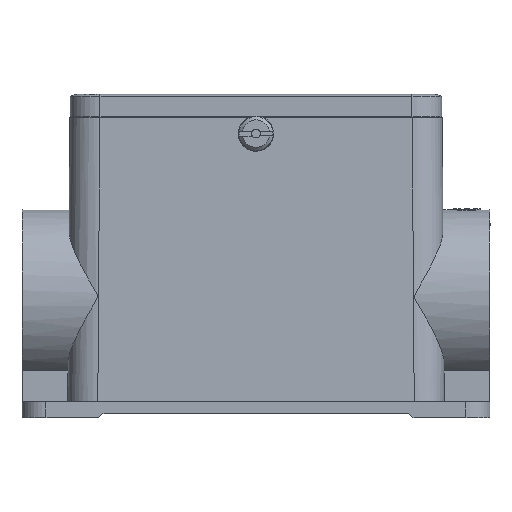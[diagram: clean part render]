
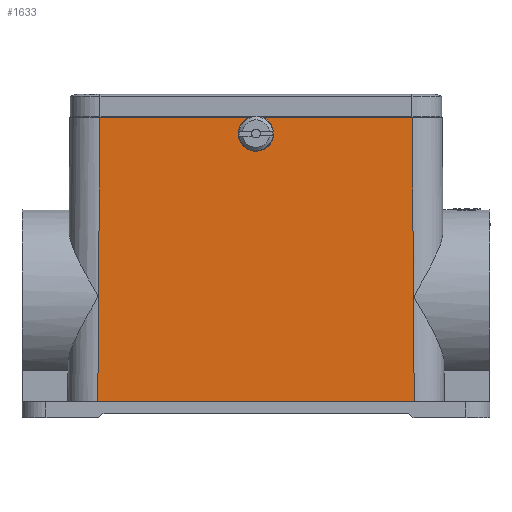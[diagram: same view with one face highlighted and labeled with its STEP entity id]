
A CAD part, front view. The second image highlights one B-rep face of the part: STEP entity #1633.
In plain terms, the highlighted planar face has unit normal (0, -1, 0.011).
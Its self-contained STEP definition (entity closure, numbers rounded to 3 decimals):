
#1353=FACE_OUTER_BOUND('',#2299,.T.);
#1633=ADVANCED_FACE('',(#1353),#1949,.T.);
#1949=PLANE('',#6813);
#2101=ELLIPSE('',#6812,4.4,4.4);
#2299=EDGE_LOOP('',(#3552,#3553,#3554,#3555,#3556,#3557));
#2664=LINE('',#8696,#3061);
#2672=LINE('',#8720,#3069);
#2715=LINE('',#8934,#3112);
#2716=LINE('',#8936,#3113);
#2717=LINE('',#8938,#3114);
#3061=VECTOR('',#7284,1.);
#3069=VECTOR('',#7300,1.);
#3112=VECTOR('',#7423,1.);
#3113=VECTOR('',#7424,1.);
#3114=VECTOR('',#7425,1.);
#3552=ORIENTED_EDGE('',*,*,#5644,.T.);
#3553=ORIENTED_EDGE('',*,*,#5730,.F.);
#3554=ORIENTED_EDGE('',*,*,#5656,.T.);
#3555=ORIENTED_EDGE('',*,*,#5731,.T.);
#3556=ORIENTED_EDGE('',*,*,#5732,.F.);
#3557=ORIENTED_EDGE('',*,*,#5733,.T.);
#5098=VERTEX_POINT('',#8695);
#5099=VERTEX_POINT('',#8697);
#5110=VERTEX_POINT('',#8719);
#5111=VERTEX_POINT('',#8721);
#5180=VERTEX_POINT('',#8935);
#5181=VERTEX_POINT('',#8937);
#5644=EDGE_CURVE('',#5099,#5098,#2664,.T.);
#5656=EDGE_CURVE('',#5111,#5110,#2672,.T.);
#5730=EDGE_CURVE('',#5111,#5098,#2101,.T.);
#5731=EDGE_CURVE('',#5110,#5180,#2715,.T.);
#5732=EDGE_CURVE('',#5181,#5180,#2716,.T.);
#5733=EDGE_CURVE('',#5181,#5099,#2717,.T.);
#6812=AXIS2_PLACEMENT_3D('',#8933,#7421,#7422);
#6813=AXIS2_PLACEMENT_3D('',#8939,#7426,#7427);
#7284=DIRECTION('',(-1.,0.,0.));
#7300=DIRECTION('',(-1.,0.,0.));
#7421=DIRECTION('',(0.,-1.,0.011));
#7422=DIRECTION('',(0.,-0.011,-1.));
#7423=DIRECTION('',(-0.007,-0.011,-1.));
#7424=DIRECTION('',(-1.,0.,0.));
#7425=DIRECTION('',(-0.007,0.011,1.));
#7426=DIRECTION('',(0.,-1.,0.011));
#7427=DIRECTION('',(0.,-0.011,-1.));
#8695=CARTESIAN_POINT('',(1.938,-21.5,5.7));
#8696=CARTESIAN_POINT('',(57.,-21.5,5.7));
#8697=CARTESIAN_POINT('',(39.05,-21.5,5.7));
#8719=CARTESIAN_POINT('',(-39.05,-21.5,5.7));
#8720=CARTESIAN_POINT('',(57.,-21.5,5.7));
#8721=CARTESIAN_POINT('',(-1.938,-21.5,5.7));
#8933=CARTESIAN_POINT('',(0.,-21.545,1.75));
#8934=CARTESIAN_POINT('',(-39.546,-22.292,-64.57));
#8935=CARTESIAN_POINT('',(-39.55,-22.3,-65.25));
#8936=CARTESIAN_POINT('',(57.,-22.3,-65.25));
#8937=CARTESIAN_POINT('',(39.55,-22.3,-65.25));
#8938=CARTESIAN_POINT('',(39.551,-22.301,-65.373));
#8939=CARTESIAN_POINT('',(57.,-22.3,-65.25));
